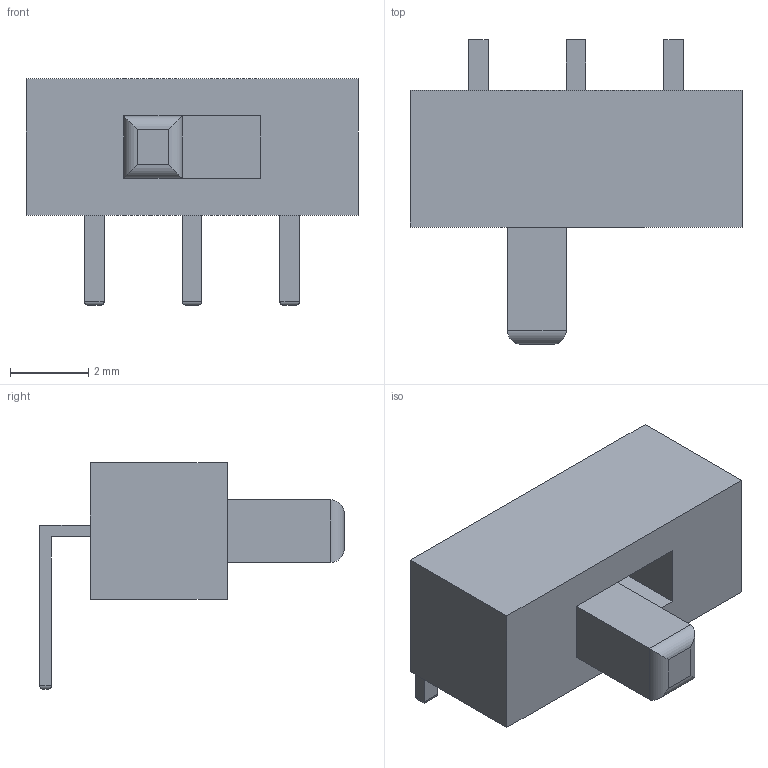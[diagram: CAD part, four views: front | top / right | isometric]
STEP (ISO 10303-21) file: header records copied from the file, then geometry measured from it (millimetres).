
FILE_DESCRIPTION(('FreeCAD Model'),'2;1');
FILE_NAME('Open CASCADE Shape Model','2021-12-15T18:27:09',( 'kicad StepUp'),('ksu MCAD'),'Open CASCADE STEP processor 7.5', 'FreeCAD','Unknown');
FILE_SCHEMA(('AUTOMOTIVE_DESIGN { 1 0 10303 214 1 1 1 1 }'));
Length unit declared in the file: millimetre
Products named in the file (1): SS-12D01G3 v1
Bounding box: 8.5 x 7.8 x 5.8 mm (x, y, z)
Volume: 107.9 mm3; surface area: 198.4 mm2
Topology: 1 solids, 1 shells, 52 faces, 120 edges, 74 vertices
Faces by surface type: plane 36, cylinder 16
Entity records: 1458 total; most frequent: CARTESIAN_POINT 247, DIRECTION 242, ORIENTED_EDGE 240, EDGE_CURVE 120, LINE 104, VECTOR 104, VERTEX_POINT 74, AXIS2_PLACEMENT_3D 69
